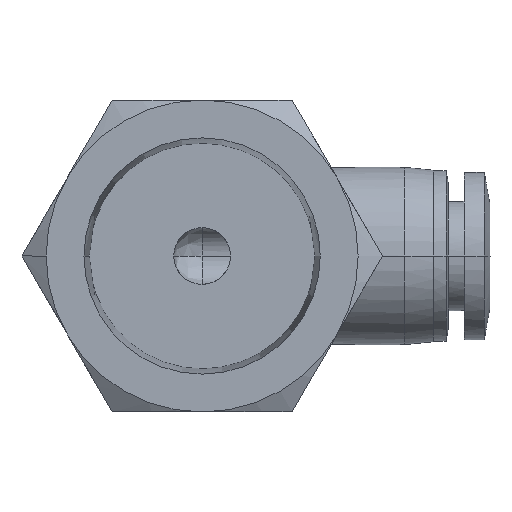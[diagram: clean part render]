
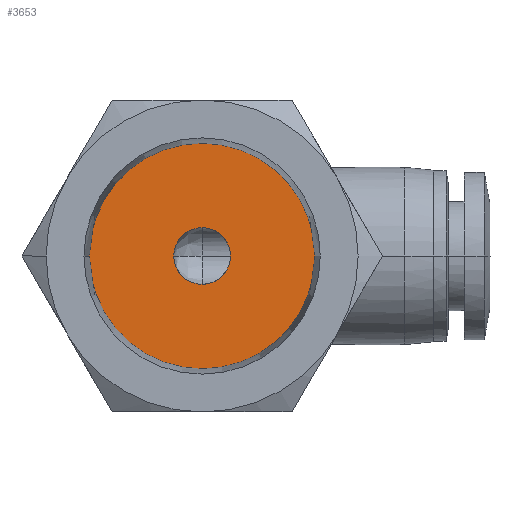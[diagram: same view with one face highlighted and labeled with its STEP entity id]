
A CAD part, front view. The second image highlights one B-rep face of the part: STEP entity #3653.
In plain terms, the highlighted planar face has unit normal (0, -1, 0).
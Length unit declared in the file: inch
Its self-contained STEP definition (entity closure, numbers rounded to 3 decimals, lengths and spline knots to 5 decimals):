
#50 = FACE_BOUND ( 'NONE', #1610, .T. ) ;
#134 = CARTESIAN_POINT ( 'NONE',  ( 0.19598, -0.07874, 0. ) ) ;
#161 = CARTESIAN_POINT ( 'NONE',  ( 0.07874, -0.07874, 0. ) ) ;
#214 = EDGE_CURVE ( 'NONE', #547, #4006, #1097, .T. ) ;
#307 = EDGE_CURVE ( 'NONE', #3570, #3524, #4073, .T. ) ;
#338 = AXIS2_PLACEMENT_3D ( 'NONE', #2600, #2599, #2570 ) ;
#429 = AXIS2_PLACEMENT_3D ( 'NONE', #134, #2513, #475 ) ;
#475 = DIRECTION ( 'NONE',  ( 0., 0., 1. ) ) ;
#490 = DIRECTION ( 'NONE',  ( -1., 0., 0. ) ) ;
#511 = DIRECTION ( 'NONE',  ( 0., -1., 0. ) ) ;
#547 = VERTEX_POINT ( 'NONE', #161 ) ;
#552 = CARTESIAN_POINT ( 'NONE',  ( 0., -0.07874, 0. ) ) ;
#1097 = CIRCLE ( 'NONE', #338, 0.07874 ) ;
#1110 = EDGE_CURVE ( 'NONE', #4006, #547, #2967, .T. ) ;
#1111 = CARTESIAN_POINT ( 'NONE',  ( 0.31323, -0.07874, 0. ) ) ;
#1610 = EDGE_LOOP ( 'NONE', ( #3914, #1676 ) ) ;
#1659 = AXIS2_PLACEMENT_3D ( 'NONE', #552, #511, #490 ) ;
#1676 = ORIENTED_EDGE ( 'NONE', *, *, #214, .F. ) ;
#1692 = AXIS2_PLACEMENT_3D ( 'NONE', #1725, #1706, #1697 ) ;
#1697 = DIRECTION ( 'NONE',  ( 1., 0., 0. ) ) ;
#1706 = DIRECTION ( 'NONE',  ( 0., -1., 0. ) ) ;
#1711 = CARTESIAN_POINT ( 'NONE',  ( 0., -0.07874, 0. ) ) ;
#1725 = CARTESIAN_POINT ( 'NONE',  ( 0., -0.07874, 0. ) ) ;
#2068 = DIRECTION ( 'NONE',  ( 1., 0., 0. ) ) ;
#2513 = DIRECTION ( 'NONE',  ( 0., 1., 0. ) ) ;
#2570 = DIRECTION ( 'NONE',  ( -1., 0., 0. ) ) ;
#2599 = DIRECTION ( 'NONE',  ( 0., -1., 0. ) ) ;
#2600 = CARTESIAN_POINT ( 'NONE',  ( 0., -0.07874, 0. ) ) ;
#2646 = FACE_OUTER_BOUND ( 'NONE', #2821, .T. ) ;
#2821 = EDGE_LOOP ( 'NONE', ( #3440, #4012 ) ) ;
#2870 = CIRCLE ( 'NONE', #3762, 0.31323 ) ;
#2967 = CIRCLE ( 'NONE', #1659, 0.07874 ) ;
#3196 = CARTESIAN_POINT ( 'NONE',  ( -0.07874, -0.07874, 0. ) ) ;
#3440 = ORIENTED_EDGE ( 'NONE', *, *, #307, .T. ) ;
#3524 = VERTEX_POINT ( 'NONE', #4057 ) ;
#3570 = VERTEX_POINT ( 'NONE', #1111 ) ;
#3653 = ADVANCED_FACE ( 'NONE', ( #50, #2646 ), #3772, .F. ) ;
#3762 = AXIS2_PLACEMENT_3D ( 'NONE', #1711, #3998, #2068 ) ;
#3772 = PLANE ( 'NONE',  #429 ) ;
#3781 = EDGE_CURVE ( 'NONE', #3524, #3570, #2870, .T. ) ;
#3914 = ORIENTED_EDGE ( 'NONE', *, *, #1110, .F. ) ;
#3998 = DIRECTION ( 'NONE',  ( 0., -1., 0. ) ) ;
#4006 = VERTEX_POINT ( 'NONE', #3196 ) ;
#4012 = ORIENTED_EDGE ( 'NONE', *, *, #3781, .T. ) ;
#4057 = CARTESIAN_POINT ( 'NONE',  ( -0.31323, -0.07874, 0. ) ) ;
#4073 = CIRCLE ( 'NONE', #1692, 0.31323 ) ;
